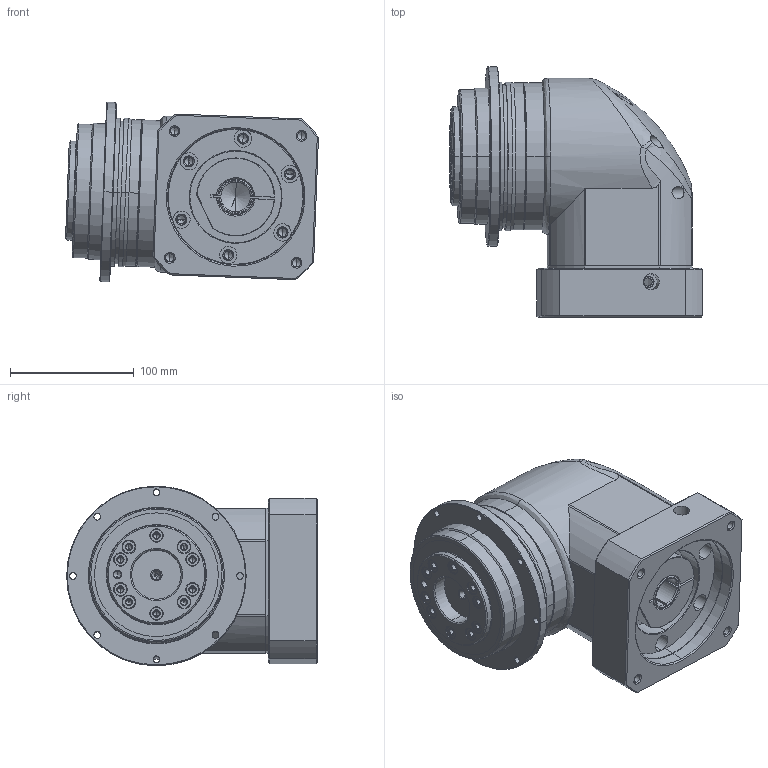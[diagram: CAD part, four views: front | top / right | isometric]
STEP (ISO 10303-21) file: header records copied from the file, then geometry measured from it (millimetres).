
FILE_DESCRIPTION (( 'STEP AP214' ), '1' );
FILE_NAME ('SDL110-L1-24-110-145M8.STEP', '2022-02-26T00:13:50', ( 'admin' ), ( '' ), 'SwSTEP 2.0', 'SolidWorks 2013', '' );
FILE_SCHEMA (( 'AUTOMOTIVE_DESIGN' ));
Length unit declared in the file: millimetre
Products named in the file (5): SD110-L1; SBL115-110-145M8; SBL115_X2_8F9351658F7495017D2773AF_X0_-24; SDL115-24; SDL110-L1-24-110-145M8
Assembly tree (4 placements, depth 2):
  SDL110-L1-24-110-145M8
    SDL115-24
    SBL115_X2_8F9351658F7495017D2773AF_X0_-24
    SBL115-110-145M8
    SD110-L1
Bounding box: 204.3 x 202.5 x 145.16 mm (x, y, z)
Volume: 2794413.3 mm3; surface area: 264603.2 mm2
Topology: 8 solids, 8 shells, 583 faces, 1451 edges, 878 vertices
Faces by surface type: cylinder 257, cone 192, plane 106, bspline 26, torus 2
Entity records: 30586 total; most frequent: CARTESIAN_POINT 10494, DIRECTION 2850, ORIENTED_EDGE 2734, EDGE_CURVE 1367, AXIS2_PLACEMENT_3D 1151, VERTEX_POINT 872, EDGE_LOOP 707, UNCERTAINTY_MEASURE_WITH_UNIT 600
